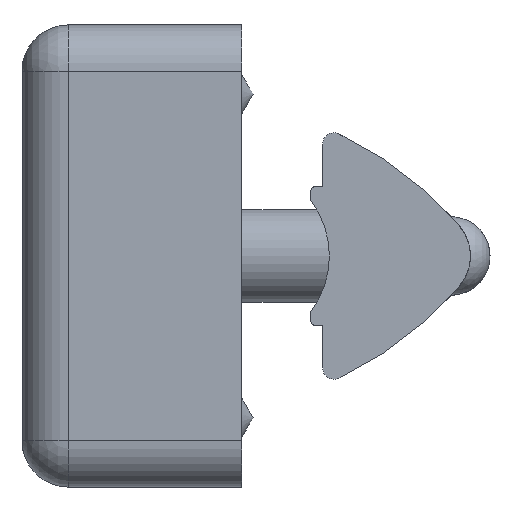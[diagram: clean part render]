
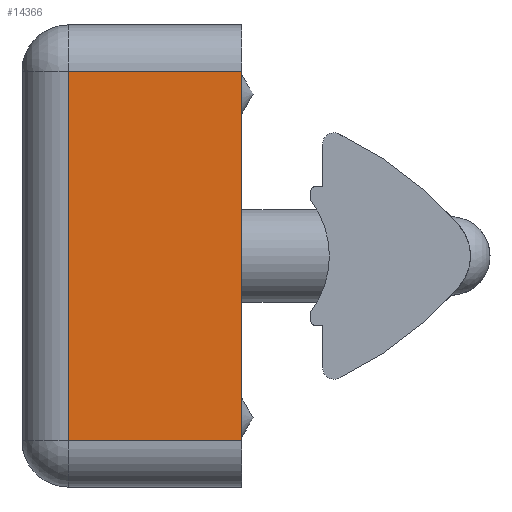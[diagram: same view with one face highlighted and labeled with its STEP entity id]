
A CAD part, left-side view. The second image highlights one B-rep face of the part: STEP entity #14366.
In plain terms, the highlighted planar face has unit normal (-1, 0, 0).
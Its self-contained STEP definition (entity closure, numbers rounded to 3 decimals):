
#1290=LINE('',#23824,#2331);
#1291=LINE('',#23826,#2332);
#1292=LINE('',#23828,#2333);
#1293=LINE('',#23829,#2334);
#2331=VECTOR('',#18265,16.);
#2332=VECTOR('',#18266,7.5);
#2333=VECTOR('',#18267,16.);
#2334=VECTOR('',#18268,7.5);
#3031=PLANE('',#15546);
#3526=FACE_OUTER_BOUND('',#4455,.T.);
#4455=EDGE_LOOP('',(#10540,#10541,#10542,#10543));
#6381=VERTEX_POINT('',#23822);
#6382=VERTEX_POINT('',#23823);
#6383=VERTEX_POINT('',#23825);
#6384=VERTEX_POINT('',#23827);
#7847=EDGE_CURVE('',#6381,#6382,#1290,.T.);
#7848=EDGE_CURVE('',#6382,#6383,#1291,.T.);
#7849=EDGE_CURVE('',#6383,#6384,#1292,.T.);
#7850=EDGE_CURVE('',#6384,#6381,#1293,.T.);
#10540=ORIENTED_EDGE('',*,*,#7847,.T.);
#10541=ORIENTED_EDGE('',*,*,#7848,.T.);
#10542=ORIENTED_EDGE('',*,*,#7849,.T.);
#10543=ORIENTED_EDGE('',*,*,#7850,.T.);
#14366=ADVANCED_FACE('',(#3526),#3031,.F.);
#15546=AXIS2_PLACEMENT_3D('',#23821,#18263,#18264);
#18263=DIRECTION('center_axis',(1.,0.,0.));
#18264=DIRECTION('ref_axis',(0.,0.,-1.));
#18265=DIRECTION('',(0.,0.,1.));
#18266=DIRECTION('',(0.,1.,0.));
#18267=DIRECTION('',(0.,0.,-1.));
#18268=DIRECTION('',(0.,-1.,0.));
#23821=CARTESIAN_POINT('Origin',(-46.5,9.5,-10.));
#23822=CARTESIAN_POINT('',(-46.5,0.,-8.));
#23823=CARTESIAN_POINT('',(-46.5,0.,8.));
#23824=CARTESIAN_POINT('',(-46.5,0.,-10.));
#23825=CARTESIAN_POINT('',(-46.5,7.5,8.));
#23826=CARTESIAN_POINT('',(-46.5,9.5,8.));
#23827=CARTESIAN_POINT('',(-46.5,7.5,-8.));
#23828=CARTESIAN_POINT('',(-46.5,7.5,-10.));
#23829=CARTESIAN_POINT('',(-46.5,9.5,-8.));
